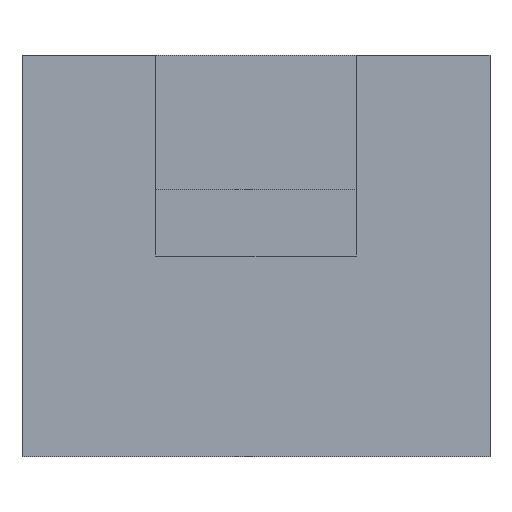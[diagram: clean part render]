
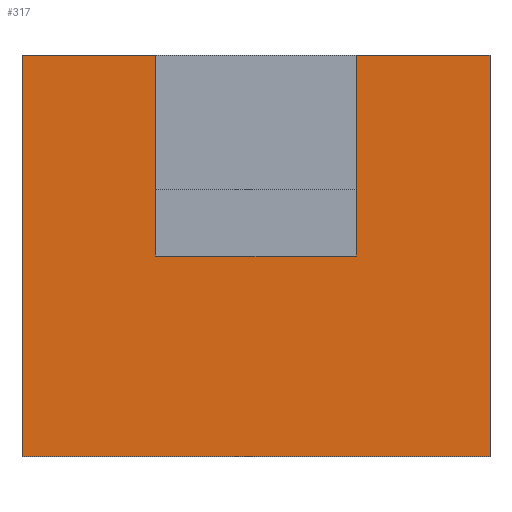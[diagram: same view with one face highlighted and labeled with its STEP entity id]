
A CAD part, front view. The second image highlights one B-rep face of the part: STEP entity #317.
In plain terms, the highlighted planar face has unit normal (0, -1, 0).
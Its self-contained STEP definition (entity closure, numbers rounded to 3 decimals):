
#1=CARTESIAN_POINT('POINT1',(1500.,-5500.,3000.));
#2=VERTEX_POINT('VERTEX1',#1);
#11=CARTESIAN_POINT('POINT3',(1500.,-5500.,6000.));
#12=VERTEX_POINT('VERTEX3',#11);
#13=CARTESIAN_POINT('POS2',(1500.,-5500.,3000.));
#14=DIRECTION('DIR2',(0.,0.,1.));
#15=VECTOR('VEC2',#14,25.4);
#16=LINE('STRAIGHT2',#13,#15);
#17=EDGE_CURVE('EDGE2',#2,#12,#16,.T.);
#59=CARTESIAN_POINT('POINT8',(-1500.,-5500.,3000.)
   );
#60=VERTEX_POINT('VERTEX8',#59);
#67=CARTESIAN_POINT('POS9',(0.,-5500.,3000.));
#68=DIRECTION('DIR10',(1.,0.,0.));
#69=VECTOR('VEC8',#68,25.4);
#70=LINE('STRAIGHT8',#67,#69);
#71=EDGE_CURVE('EDGE8',#60,#2,#70,.T.);
#106=CARTESIAN_POINT('POINT12',(-1500.,-5500.,6000.));
#107=VERTEX_POINT('VERTEX12',#106);
#114=CARTESIAN_POINT('POS15',(-1500.,-5500.,3000.)
   );
#115=DIRECTION('DIR17',(0.,0.,1.));
#116=VECTOR('VEC13',#115,25.4);
#117=LINE('STRAIGHT13',#114,#116);
#118=EDGE_CURVE('EDGE13',#60,#107,#117,.T.);
#192=CARTESIAN_POINT('POINT16',(-3500.,-5500.,6000.));
#193=VERTEX_POINT('VERTEX16',#192);
#200=CARTESIAN_POINT('POS26',(0.,-5500.,6000.));
#201=DIRECTION('DIR31',(-1.,0.,0.));
#202=VECTOR('VEC21',#201,25.4);
#203=LINE('STRAIGHT21',#200,#202);
#204=EDGE_CURVE('EDGE21',#107,#193,#203,.T.);
#254=CARTESIAN_POINT('POINT21',(3500.,-5500.,0.));
#255=VERTEX_POINT('VERTEX21',#254);
#262=CARTESIAN_POINT('POINT22',(-3500.,-5500.,0.));
#263=VERTEX_POINT('VERTEX22',#262);
#264=CARTESIAN_POINT('POS34',(0.,-5500.,0.));
#265=DIRECTION('DIR41',(1.,0.,0.));
#266=VECTOR('VEC27',#265,25.4);
#267=LINE('STRAIGHT27',#264,#266);
#268=EDGE_CURVE('EDGE27',#263,#255,#267,.T.);
#285=ORIENTED_EDGE('COEDGE37',*,*,#118,.T.);
#286=ORIENTED_EDGE('COEDGE38',*,*,#204,.T.);
#287=CARTESIAN_POINT('POS37',(-3500.,-5500.,0.));
#288=DIRECTION('DIR45',(0.,0.,1.));
#289=VECTOR('VEC29',#288,25.4);
#290=LINE('STRAIGHT29',#287,#289);
#291=EDGE_CURVE('EDGE29',#263,#193,#290,.T.);
#292=ORIENTED_EDGE('COEDGE39',*,*,#291,.F.);
#293=ORIENTED_EDGE('COEDGE40',*,*,#268,.T.);
#294=CARTESIAN_POINT('POINT23',(3500.,-5500.,6000.));
#295=VERTEX_POINT('VERTEX23',#294);
#296=CARTESIAN_POINT('POS38',(3500.,-5500.,0.));
#297=DIRECTION('DIR46',(0.,0.,1.));
#298=VECTOR('VEC30',#297,25.4);
#299=LINE('STRAIGHT30',#296,#298);
#300=EDGE_CURVE('EDGE30',#255,#295,#299,.T.);
#301=ORIENTED_EDGE('COEDGE41',*,*,#300,.T.);
#302=CARTESIAN_POINT('POS39',(0.,-5500.,6000.));
#303=DIRECTION('DIR47',(-1.,0.,0.));
#304=VECTOR('VEC31',#303,25.4);
#305=LINE('STRAIGHT31',#302,#304);
#306=EDGE_CURVE('EDGE31',#295,#12,#305,.T.);
#307=ORIENTED_EDGE('COEDGE42',*,*,#306,.T.);
#308=ORIENTED_EDGE('COEDGE43',*,*,#17,.F.);
#309=ORIENTED_EDGE('COEDGE44',*,*,#71,.F.);
#310=EDGE_LOOP('NONE',(#285,#286,#292,#293,#301,#307,#308,#309));
#311=FACE_BOUND('LOOP1',#310,.T.);
#312=CARTESIAN_POINT('POS40',(0.,-5500.,0.));
#313=DIRECTION('DIR48',(0.,-1.,0.));
#314=DIRECTION('DIR49',(1.,0.,0.));
#315=AXIS2_PLACEMENT_3D('AXIS9',#312,#313,#314);
#316=PLANE('PLANE9',#315);
#317=ADVANCED_FACE('FACE9',(#311),#316,.T.);
